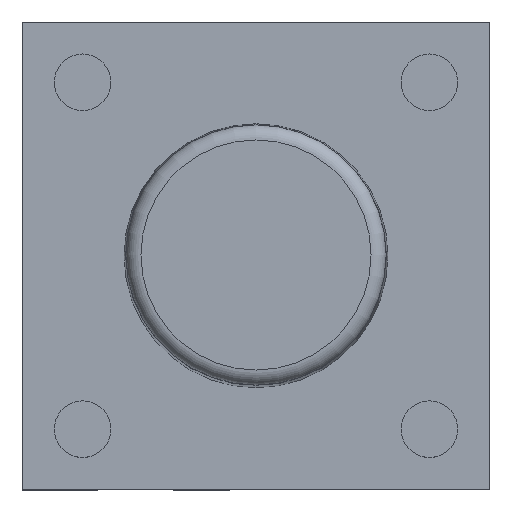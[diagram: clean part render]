
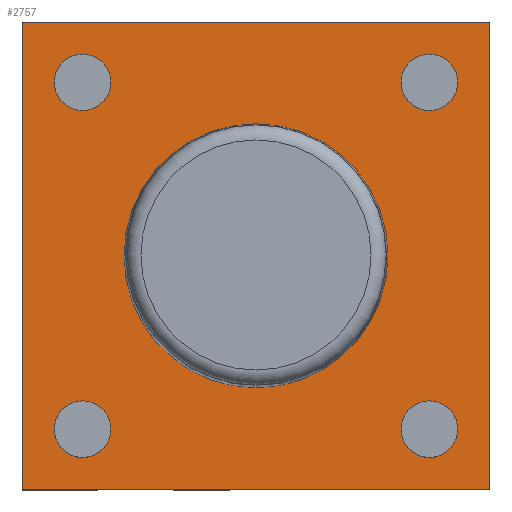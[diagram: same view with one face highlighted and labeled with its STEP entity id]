
A CAD part, top view. The second image highlights one B-rep face of the part: STEP entity #2757.
In plain terms, the highlighted planar face has unit normal (0, 0, 1).
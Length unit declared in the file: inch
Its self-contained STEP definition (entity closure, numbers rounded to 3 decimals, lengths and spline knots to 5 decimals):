
#170=CARTESIAN_POINT('',(0.12205,-0.12205,0.06929));
#171=VERTEX_POINT('',#170);
#178=CARTESIAN_POINT('',(-0.12205,-0.12205,0.06929));
#179=VERTEX_POINT('',#178);
#180=CARTESIAN_POINT('',(0.12205,-0.12205,0.06929));
#181=DIRECTION('',(-1.0,0.0,0.0));
#182=VECTOR('',#181,0.24409);
#183=LINE('',#180,#182);
#184=EDGE_CURVE('',#171,#179,#183,.T.);
#250=CARTESIAN_POINT('',(-0.12205,0.12205,0.06929));
#251=VERTEX_POINT('',#250);
#297=CARTESIAN_POINT('',(-0.12205,-0.12205,0.06929));
#298=DIRECTION('',(0.0,1.0,0.0));
#299=VECTOR('',#298,0.24409);
#300=LINE('',#297,#299);
#301=EDGE_CURVE('',#179,#251,#300,.T.);
#331=CARTESIAN_POINT('',(0.07579,-0.09055,0.06929));
#332=VERTEX_POINT('',#331);
#333=CARTESIAN_POINT('',(0.09055,-0.09055,0.06929));
#334=DIRECTION('',(0.0,0.0,1.0));
#335=DIRECTION('',(-1.0,0.0,0.0));
#336=AXIS2_PLACEMENT_3D('',#333,#334,#335);
#337=CIRCLE('',#336,0.01476);
#338=EDGE_CURVE('',#332,#332,#337,.T.);
#368=CARTESIAN_POINT('',(-0.10531,-0.09055,0.06929));
#369=VERTEX_POINT('',#368);
#370=CARTESIAN_POINT('',(-0.09055,-0.09055,0.06929));
#371=DIRECTION('',(0.0,0.0,1.0));
#372=DIRECTION('',(-1.0,0.0,0.0));
#373=AXIS2_PLACEMENT_3D('',#370,#371,#372);
#374=CIRCLE('',#373,0.01476);
#375=EDGE_CURVE('',#369,#369,#374,.T.);
#405=CARTESIAN_POINT('',(-0.10531,0.09055,0.06929));
#406=VERTEX_POINT('',#405);
#407=CARTESIAN_POINT('',(-0.09055,0.09055,0.06929));
#408=DIRECTION('',(0.0,0.0,1.0));
#409=DIRECTION('',(-1.0,0.0,0.0));
#410=AXIS2_PLACEMENT_3D('',#407,#408,#409);
#411=CIRCLE('',#410,0.01476);
#412=EDGE_CURVE('',#406,#406,#411,.T.);
#442=CARTESIAN_POINT('',(0.07579,0.09055,0.06929));
#443=VERTEX_POINT('',#442);
#444=CARTESIAN_POINT('',(0.09055,0.09055,0.06929));
#445=DIRECTION('',(0.0,0.0,1.0));
#446=DIRECTION('',(-1.0,0.0,0.0));
#447=AXIS2_PLACEMENT_3D('',#444,#445,#446);
#448=CIRCLE('',#447,0.01476);
#449=EDGE_CURVE('',#443,#443,#448,.T.);
#1409=CARTESIAN_POINT('',(0.12205,0.12205,0.06929));
#1410=VERTEX_POINT('',#1409);
#1411=CARTESIAN_POINT('',(-0.12205,0.12205,0.06929));
#1412=DIRECTION('',(1.0,0.0,0.0));
#1413=VECTOR('',#1412,0.24409);
#1414=LINE('',#1411,#1413);
#1415=EDGE_CURVE('',#251,#1410,#1414,.T.);
#1451=CARTESIAN_POINT('',(0.12205,0.12205,0.06929));
#1452=DIRECTION('',(0.0,-1.0,0.0));
#1453=VECTOR('',#1452,0.24409);
#1454=LINE('',#1451,#1453);
#1455=EDGE_CURVE('',#1410,#171,#1454,.T.);
#2723=CARTESIAN_POINT('',(0.13425,0.13425,0.06929));
#2724=DIRECTION('',(0.0,0.0,1.0));
#2725=DIRECTION('',(1.0,0.0,0.0));
#2726=AXIS2_PLACEMENT_3D('',#2723,#2724,#2725);
#2727=PLANE('',#2726);
#2728=ORIENTED_EDGE('',*,*,#301,.F.);
#2729=ORIENTED_EDGE('',*,*,#184,.F.);
#2730=ORIENTED_EDGE('',*,*,#1455,.F.);
#2731=ORIENTED_EDGE('',*,*,#1415,.F.);
#2732=EDGE_LOOP('',(#2728,#2729,#2730,#2731));
#2733=FACE_OUTER_BOUND('',#2732,.T.);
#2734=CARTESIAN_POINT('',(-0.0689,0.0,0.06929));
#2735=VERTEX_POINT('',#2734);
#2736=CARTESIAN_POINT('',(0.0,0.0,0.06929));
#2737=DIRECTION('',(0.0,0.0,-1.0));
#2738=DIRECTION('',(1.0,0.0,0.0));
#2739=AXIS2_PLACEMENT_3D('',#2736,#2737,#2738);
#2740=CIRCLE('',#2739,0.0689);
#2741=EDGE_CURVE('',#2735,#2735,#2740,.T.);
#2742=ORIENTED_EDGE('',*,*,#2741,.T.);
#2743=EDGE_LOOP('',(#2742));
#2744=FACE_BOUND('',#2743,.T.);
#2745=ORIENTED_EDGE('',*,*,#412,.F.);
#2746=EDGE_LOOP('',(#2745));
#2747=FACE_BOUND('',#2746,.T.);
#2748=ORIENTED_EDGE('',*,*,#449,.F.);
#2749=EDGE_LOOP('',(#2748));
#2750=FACE_BOUND('',#2749,.T.);
#2751=ORIENTED_EDGE('',*,*,#375,.F.);
#2752=EDGE_LOOP('',(#2751));
#2753=FACE_BOUND('',#2752,.T.);
#2754=ORIENTED_EDGE('',*,*,#338,.F.);
#2755=EDGE_LOOP('',(#2754));
#2756=FACE_BOUND('',#2755,.T.);
#2757=ADVANCED_FACE('',(#2733,#2744,#2747,#2750,#2753,#2756),#2727,.T.);
